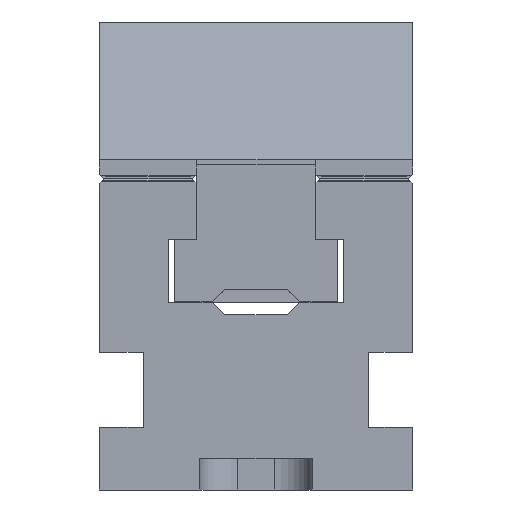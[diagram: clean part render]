
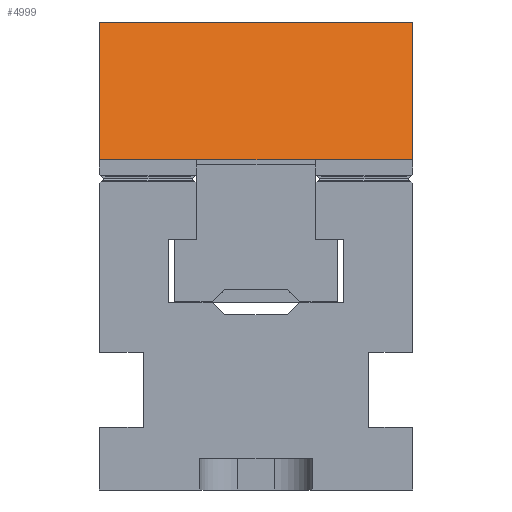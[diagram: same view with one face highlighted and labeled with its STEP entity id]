
A CAD part, front view. The second image highlights one B-rep face of the part: STEP entity #4999.
In plain terms, the highlighted face is planar.
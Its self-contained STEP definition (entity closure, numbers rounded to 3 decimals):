
#4999 = ADVANCED_FACE( '', ( #11666 ), #11667, .T. );
#11666 = FACE_OUTER_BOUND( '', #20130, .T. );
#11667 = PLANE( '', #20131 );
#20130 = EDGE_LOOP( '', ( #34676, #34677, #34678, #34679, #34680, #34681, #34682, #34683 ) );
#20131 = AXIS2_PLACEMENT_3D( '', #34684, #34685, #34686 );
#34676 = ORIENTED_EDGE( '', *, *, #53861, .F. );
#34677 = ORIENTED_EDGE( '', *, *, #57696, .T. );
#34678 = ORIENTED_EDGE( '', *, *, #53996, .F. );
#34679 = ORIENTED_EDGE( '', *, *, #57697, .F. );
#34680 = ORIENTED_EDGE( '', *, *, #57698, .T. );
#34681 = ORIENTED_EDGE( '', *, *, #57699, .T. );
#34682 = ORIENTED_EDGE( '', *, *, #57700, .F. );
#34683 = ORIENTED_EDGE( '', *, *, #57701, .F. );
#34684 = CARTESIAN_POINT( '', ( 25., 19.1, 12.5 ) );
#34685 = DIRECTION( '', ( 0., 0.966, 0.259 ) );
#34686 = DIRECTION( '', ( 0., -0.259, 0.966 ) );
#53861 = EDGE_CURVE( '', #65726, #65728, #65729, .T. );
#53996 = EDGE_CURVE( '', #65958, #65960, #65961, .T. );
#57696 = EDGE_CURVE( '', #65726, #65960, #72098, .T. );
#57697 = EDGE_CURVE( '', #72099, #65958, #72100, .T. );
#57698 = EDGE_CURVE( '', #72099, #72101, #72102, .T. );
#57699 = EDGE_CURVE( '', #72101, #72103, #72104, .T. );
#57700 = EDGE_CURVE( '', #72105, #72103, #72106, .T. );
#57701 = EDGE_CURVE( '', #65728, #72105, #72107, .T. );
#65726 = VERTEX_POINT( '', #82985 );
#65728 = VERTEX_POINT( '', #82988 );
#65729 = LINE( '', #82989, #82990 );
#65958 = VERTEX_POINT( '', #83333 );
#65960 = VERTEX_POINT( '', #83336 );
#65961 = LINE( '', #83337, #83338 );
#72098 = LINE( '', #92524, #92525 );
#72099 = VERTEX_POINT( '', #92526 );
#72100 = LINE( '', #92527, #92528 );
#72101 = VERTEX_POINT( '', #92529 );
#72102 = LINE( '', #92530, #92531 );
#72103 = VERTEX_POINT( '', #92532 );
#72104 = LINE( '', #92533, #92534 );
#72105 = VERTEX_POINT( '', #92535 );
#72106 = LINE( '', #92536, #92537 );
#72107 = LINE( '', #92538, #92539 );
#82985 = CARTESIAN_POINT( '', ( -9.5, 25., -9.519 ) );
#82988 = CARTESIAN_POINT( '', ( -9.5, 24.995, -9.5 ) );
#82989 = CARTESIAN_POINT( '', ( -9.5, 19.1, 12.5 ) );
#82990 = VECTOR( '', #104421, 1000. );
#83333 = CARTESIAN_POINT( '', ( -25., 19.1, 12.5 ) );
#83336 = CARTESIAN_POINT( '', ( -25., 25., -9.519 ) );
#83337 = CARTESIAN_POINT( '', ( -25., 19.1, 12.5 ) );
#83338 = VECTOR( '', #104534, 1000. );
#92524 = CARTESIAN_POINT( '', ( 25., 25., -9.519 ) );
#92525 = VECTOR( '', #107775, 1000. );
#92526 = CARTESIAN_POINT( '', ( 25., 19.1, 12.5 ) );
#92527 = CARTESIAN_POINT( '', ( 25., 19.1, 12.5 ) );
#92528 = VECTOR( '', #107776, 1000. );
#92529 = CARTESIAN_POINT( '', ( 25., 25., -9.519 ) );
#92530 = CARTESIAN_POINT( '', ( 25., 19.1, 12.5 ) );
#92531 = VECTOR( '', #107777, 1000. );
#92532 = CARTESIAN_POINT( '', ( 9.5, 25., -9.519 ) );
#92533 = CARTESIAN_POINT( '', ( 25., 25., -9.519 ) );
#92534 = VECTOR( '', #107778, 1000. );
#92535 = CARTESIAN_POINT( '', ( 9.5, 24.995, -9.5 ) );
#92536 = CARTESIAN_POINT( '', ( 9.5, 19.1, 12.5 ) );
#92537 = VECTOR( '', #107779, 1000. );
#92538 = CARTESIAN_POINT( '', ( 25., 24.995, -9.5 ) );
#92539 = VECTOR( '', #107780, 1000. );
#104421 = DIRECTION( '', ( 0., -0.259, 0.966 ) );
#104534 = DIRECTION( '', ( 0., 0.259, -0.966 ) );
#107775 = DIRECTION( '', ( -1., 0., 0. ) );
#107776 = DIRECTION( '', ( -1., 0., 0. ) );
#107777 = DIRECTION( '', ( 0., 0.259, -0.966 ) );
#107778 = DIRECTION( '', ( -1., 0., 0. ) );
#107779 = DIRECTION( '', ( 0., 0.259, -0.966 ) );
#107780 = DIRECTION( '', ( 1., 0., 0. ) );
